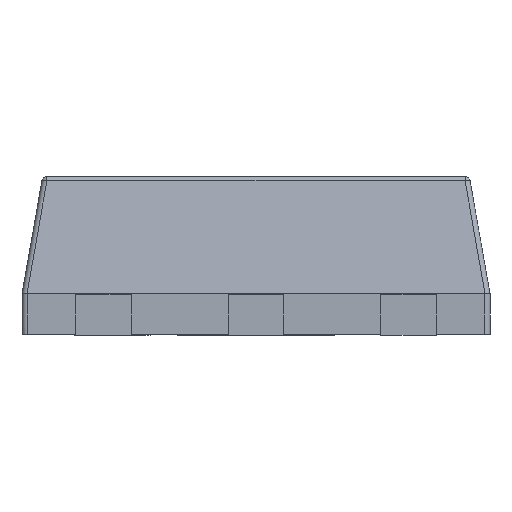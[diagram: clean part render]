
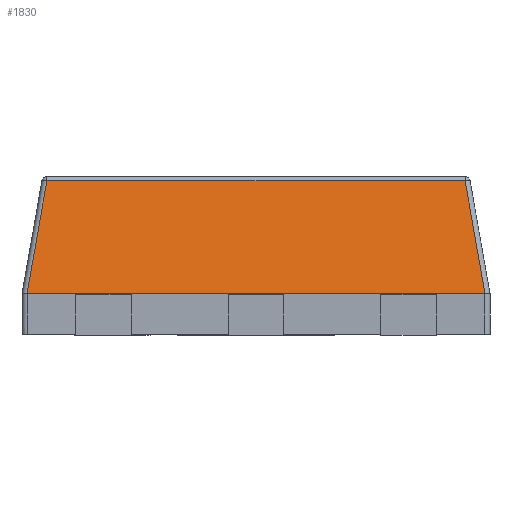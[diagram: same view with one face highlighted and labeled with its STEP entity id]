
A CAD part, front view. The second image highlights one B-rep face of the part: STEP entity #1830.
In plain terms, the highlighted planar face has unit normal (0, -0.985, 0.174).
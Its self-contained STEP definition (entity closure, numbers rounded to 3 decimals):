
#14 = ORIENTED_EDGE ( 'NONE', *, *, #6914, .T. ) ;
#119 = VERTEX_POINT ( 'NONE', #775 ) ;
#208 = LINE ( 'NONE', #5392, #5875 ) ;
#468 = DIRECTION ( 'NONE',  ( -0.171, 0.171, 0.97 ) ) ;
#582 = DIRECTION ( 'NONE',  ( 0., -0.985, 0.174 ) ) ;
#652 = VERTEX_POINT ( 'NONE', #10571 ) ;
#714 = CARTESIAN_POINT ( 'NONE',  ( -2.25, -1.3, 0.45 ) ) ;
#775 = CARTESIAN_POINT ( 'NONE',  ( 2.25, -1.3, 0.45 ) ) ;
#801 = CARTESIAN_POINT ( 'NONE',  ( -2.251, -1.3, 0.45 ) ) ;
#958 = DIRECTION ( 'NONE',  ( -0.171, -0.171, -0.97 ) ) ;
#1158 = AXIS2_PLACEMENT_3D ( 'NONE', #6951, #582, #7996 ) ;
#1830 = ADVANCED_FACE ( 'NONE', ( #9611 ), #2669, .T. ) ;
#1975 = ORIENTED_EDGE ( 'NONE', *, *, #4292, .T. ) ;
#2311 = EDGE_CURVE ( 'NONE', #119, #11010, #6783, .T. ) ;
#2351 = ORIENTED_EDGE ( 'NONE', *, *, #2311, .F. ) ;
#2669 = PLANE ( 'NONE',  #1158 ) ;
#2704 = LINE ( 'NONE', #7832, #8345 ) ;
#2798 = ORIENTED_EDGE ( 'NONE', *, *, #12992, .T. ) ;
#2971 = CARTESIAN_POINT ( 'NONE',  ( -2.3, -1.3, 0.45 ) ) ;
#3068 = VECTOR ( 'NONE', #468, 1000. ) ;
#3469 =( BOUNDED_CURVE ( )  B_SPLINE_CURVE ( 3, ( #8227, #801, #7170, #9297 ),
 .UNSPECIFIED., .F., .F. ) 
 B_SPLINE_CURVE_WITH_KNOTS ( ( 4, 4 ),
 ( 6.268, 6.283 ),
 .UNSPECIFIED. ) 
 CURVE ( )  GEOMETRIC_REPRESENTATION_ITEM ( )  RATIONAL_B_SPLINE_CURVE ( ( 1., 1., 1., 1. ) ) 
 REPRESENTATION_ITEM ( '' )  );
#3515 = DIRECTION ( 'NONE',  ( -1., 0., 0. ) ) ;
#3938 = CARTESIAN_POINT ( 'NONE',  ( -2.251, -1.3, 0.45 ) ) ;
#4292 = EDGE_CURVE ( 'NONE', #9910, #11010, #3469, .T. ) ;
#4465 = ORIENTED_EDGE ( 'NONE', *, *, #10456, .T. ) ;
#4940 = VERTEX_POINT ( 'NONE', #6888 ) ;
#5392 = CARTESIAN_POINT ( 'NONE',  ( -1.988, -1.037, 1.94 ) ) ;
#5875 = VECTOR ( 'NONE', #958, 1000. ) ;
#5888 = CARTESIAN_POINT ( 'NONE',  ( 2.251, -1.3, 0.45 ) ) ;
#5911 = LINE ( 'NONE', #11011, #3068 ) ;
#6783 = LINE ( 'NONE', #2971, #9239 ) ;
#6888 = CARTESIAN_POINT ( 'NONE',  ( -2.055, -1.105, 1.559 ) ) ;
#6901 = ORIENTED_EDGE ( 'NONE', *, *, #12116, .T. ) ;
#6914 = EDGE_CURVE ( 'NONE', #6917, #652, #5911, .T. ) ;
#6917 = VERTEX_POINT ( 'NONE', #8911 ) ;
#6951 = CARTESIAN_POINT ( 'NONE',  ( 0., -1.097, 1.6 ) ) ;
#7170 = CARTESIAN_POINT ( 'NONE',  ( -2.25, -1.3, 0.45 ) ) ;
#7832 = CARTESIAN_POINT ( 'NONE',  ( 0., -1.105, 1.559 ) ) ;
#7955 = CARTESIAN_POINT ( 'NONE',  ( 2.25, -1.3, 0.45 ) ) ;
#7996 = DIRECTION ( 'NONE',  ( -1., 0., 0. ) ) ;
#8227 = CARTESIAN_POINT ( 'NONE',  ( -2.251, -1.3, 0.45 ) ) ;
#8345 = VECTOR ( 'NONE', #3515, 1000. ) ;
#8911 = CARTESIAN_POINT ( 'NONE',  ( 2.251, -1.3, 0.45 ) ) ;
#9239 = VECTOR ( 'NONE', #11428, 1000. ) ;
#9297 = CARTESIAN_POINT ( 'NONE',  ( -2.25, -1.3, 0.45 ) ) ;
#9611 = FACE_OUTER_BOUND ( 'NONE', #13567, .T. ) ;
#9729 =( BOUNDED_CURVE ( )  B_SPLINE_CURVE ( 3, ( #10077, #7955, #12165, #5888 ),
 .UNSPECIFIED., .F., .F. ) 
 B_SPLINE_CURVE_WITH_KNOTS ( ( 4, 4 ),
 ( 0., 0.015 ),
 .UNSPECIFIED. ) 
 CURVE ( )  GEOMETRIC_REPRESENTATION_ITEM ( )  RATIONAL_B_SPLINE_CURVE ( ( 1., 1., 1., 1. ) ) 
 REPRESENTATION_ITEM ( '' )  );
#9910 = VERTEX_POINT ( 'NONE', #3938 ) ;
#10077 = CARTESIAN_POINT ( 'NONE',  ( 2.25, -1.3, 0.45 ) ) ;
#10456 = EDGE_CURVE ( 'NONE', #4940, #9910, #208, .T. ) ;
#10571 = CARTESIAN_POINT ( 'NONE',  ( 2.055, -1.105, 1.559 ) ) ;
#11010 = VERTEX_POINT ( 'NONE', #714 ) ;
#11011 = CARTESIAN_POINT ( 'NONE',  ( 1.988, -1.037, 1.94 ) ) ;
#11428 = DIRECTION ( 'NONE',  ( -1., 0., 0. ) ) ;
#12116 = EDGE_CURVE ( 'NONE', #119, #6917, #9729, .T. ) ;
#12165 = CARTESIAN_POINT ( 'NONE',  ( 2.251, -1.3, 0.45 ) ) ;
#12992 = EDGE_CURVE ( 'NONE', #652, #4940, #2704, .T. ) ;
#13567 = EDGE_LOOP ( 'NONE', ( #2351, #6901, #14, #2798, #4465, #1975 ) ) ;
